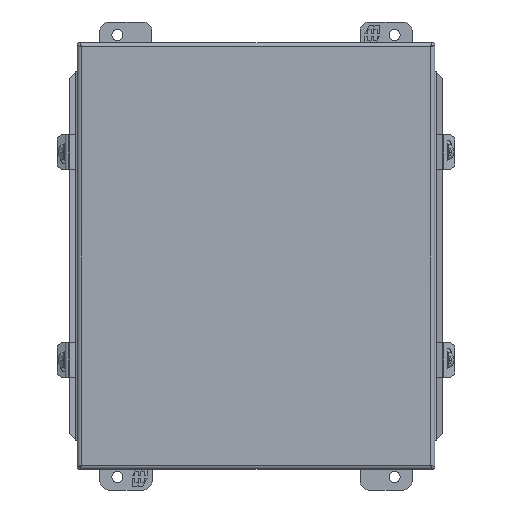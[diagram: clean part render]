
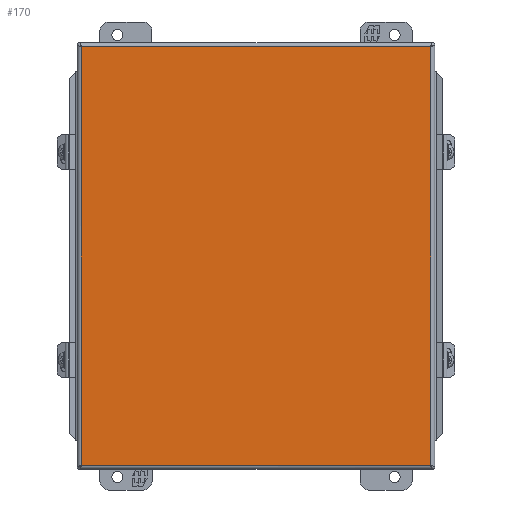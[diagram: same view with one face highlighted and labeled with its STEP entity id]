
A CAD part, front view. The second image highlights one B-rep face of the part: STEP entity #170.
In plain terms, the highlighted planar face has unit normal (0, -1, 0).
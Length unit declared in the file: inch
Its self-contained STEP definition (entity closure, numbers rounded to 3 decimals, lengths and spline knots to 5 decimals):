
#170 = ADVANCED_FACE ( 'NONE', ( #3281 ), #31849, .T. ) ;
#445 = LINE ( 'NONE', #8661, #4783 ) ;
#854 = VERTEX_POINT ( 'NONE', #6232 ) ;
#1813 = ORIENTED_EDGE ( 'NONE', *, *, #30258, .T. ) ;
#3204 = CARTESIAN_POINT ( 'NONE',  ( 5.15591, -5.19685, -6.0378 ) ) ;
#3281 = FACE_OUTER_BOUND ( 'NONE', #8502, .T. ) ;
#4783 = VECTOR ( 'NONE', #11308, 39.37008 ) ;
#5412 = CARTESIAN_POINT ( 'NONE',  ( -5.0378, -5.19685, 6.0378 ) ) ;
#5581 = VERTEX_POINT ( 'NONE', #5412 ) ;
#6232 = CARTESIAN_POINT ( 'NONE',  ( 5.0378, -5.19685, -6.0378 ) ) ;
#6429 = CARTESIAN_POINT ( 'NONE',  ( -5.0378, -5.19685, -6.0378 ) ) ;
#6664 = ORIENTED_EDGE ( 'NONE', *, *, #10521, .T. ) ;
#6881 = VECTOR ( 'NONE', #8850, 39.37008 ) ;
#7752 = VECTOR ( 'NONE', #17528, 39.37008 ) ;
#8502 = EDGE_LOOP ( 'NONE', ( #6664, #31435, #1813, #23491 ) ) ;
#8661 = CARTESIAN_POINT ( 'NONE',  ( 5.0378, -5.19685, 6.15591 ) ) ;
#8783 = DIRECTION ( 'NONE',  ( 1., 0., 0. ) ) ;
#8850 = DIRECTION ( 'NONE',  ( 0., 0., -1. ) ) ;
#9517 = DIRECTION ( 'NONE',  ( 0., 0., -1. ) ) ;
#10079 = EDGE_CURVE ( 'NONE', #18504, #854, #33080, .T. ) ;
#10521 = EDGE_CURVE ( 'NONE', #5581, #18504, #31302, .T. ) ;
#11308 = DIRECTION ( 'NONE',  ( 0., 0., 1. ) ) ;
#11671 = VECTOR ( 'NONE', #8783, 39.37008 ) ;
#13566 = VERTEX_POINT ( 'NONE', #28043 ) ;
#16242 = EDGE_CURVE ( 'NONE', #13566, #5581, #30416, .T. ) ;
#17528 = DIRECTION ( 'NONE',  ( -1., 0., 0. ) ) ;
#18294 = DIRECTION ( 'NONE',  ( 0., -1., 0. ) ) ;
#18504 = VERTEX_POINT ( 'NONE', #6429 ) ;
#23455 = AXIS2_PLACEMENT_3D ( 'NONE', #34642, #18294, #9517 ) ;
#23491 = ORIENTED_EDGE ( 'NONE', *, *, #16242, .T. ) ;
#27971 = CARTESIAN_POINT ( 'NONE',  ( -5.0378, -5.19685, -6.15591 ) ) ;
#28043 = CARTESIAN_POINT ( 'NONE',  ( 5.0378, -5.19685, 6.0378 ) ) ;
#30258 = EDGE_CURVE ( 'NONE', #854, #13566, #445, .T. ) ;
#30416 = LINE ( 'NONE', #31183, #7752 ) ;
#31183 = CARTESIAN_POINT ( 'NONE',  ( -5.15591, -5.19685, 6.0378 ) ) ;
#31302 = LINE ( 'NONE', #27971, #6881 ) ;
#31435 = ORIENTED_EDGE ( 'NONE', *, *, #10079, .T. ) ;
#31849 = PLANE ( 'NONE',  #23455 ) ;
#33080 = LINE ( 'NONE', #3204, #11671 ) ;
#34642 = CARTESIAN_POINT ( 'NONE',  ( 0., -5.19685, 0. ) ) ;
